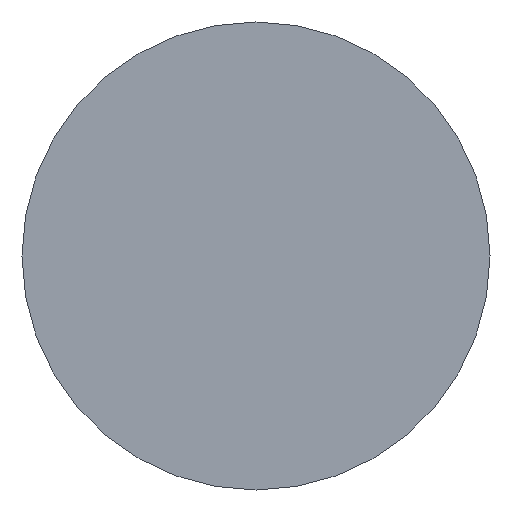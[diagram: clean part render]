
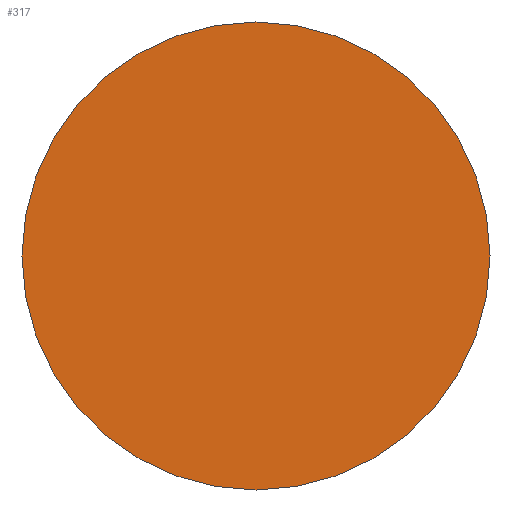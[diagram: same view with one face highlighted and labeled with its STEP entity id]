
A CAD part, left-side view. The second image highlights one B-rep face of the part: STEP entity #317.
In plain terms, the highlighted planar face has unit normal (-1, 0, 0).
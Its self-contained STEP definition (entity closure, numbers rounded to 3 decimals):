
#68 = DIRECTION ( 'NONE',  ( 0., 1., 0. ) ) ;
#80 = EDGE_CURVE ( 'NONE', #465, #235, #91, .T. ) ;
#86 = AXIS2_PLACEMENT_3D ( 'NONE', #315, #457, #68 ) ;
#91 = CIRCLE ( 'NONE', #434, 1.15 ) ;
#113 = ORIENTED_EDGE ( 'NONE', *, *, #80, .F. ) ;
#115 = DIRECTION ( 'NONE',  ( 1., 0., 0. ) ) ;
#182 = EDGE_CURVE ( 'NONE', #235, #465, #309, .T. ) ;
#221 = CARTESIAN_POINT ( 'NONE',  ( 0., 0., 0. ) ) ;
#235 = VERTEX_POINT ( 'NONE', #288 ) ;
#244 = AXIS2_PLACEMENT_3D ( 'NONE', #221, #431, #428 ) ;
#288 = CARTESIAN_POINT ( 'NONE',  ( 0., 1.15, 0. ) ) ;
#305 = CARTESIAN_POINT ( 'NONE',  ( 0., -1.15, 0. ) ) ;
#308 = ORIENTED_EDGE ( 'NONE', *, *, #182, .F. ) ;
#309 = CIRCLE ( 'NONE', #86, 1.15 ) ;
#315 = CARTESIAN_POINT ( 'NONE',  ( 0., 0., 0. ) ) ;
#317 = ADVANCED_FACE ( 'NONE', ( #430 ), #394, .F. ) ;
#331 = EDGE_LOOP ( 'NONE', ( #308, #113 ) ) ;
#394 = PLANE ( 'NONE',  #244 ) ;
#428 = DIRECTION ( 'NONE',  ( 0., 1., 0. ) ) ;
#430 = FACE_OUTER_BOUND ( 'NONE', #331, .T. ) ;
#431 = DIRECTION ( 'NONE',  ( 1., 0., 0. ) ) ;
#434 = AXIS2_PLACEMENT_3D ( 'NONE', #438, #115, #467 ) ;
#438 = CARTESIAN_POINT ( 'NONE',  ( 0., 0., 0. ) ) ;
#457 = DIRECTION ( 'NONE',  ( 1., 0., 0. ) ) ;
#465 = VERTEX_POINT ( 'NONE', #305 ) ;
#467 = DIRECTION ( 'NONE',  ( 0., 1., 0. ) ) ;
